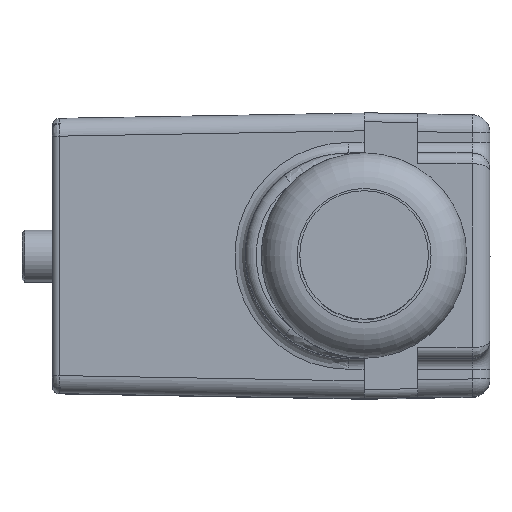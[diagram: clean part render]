
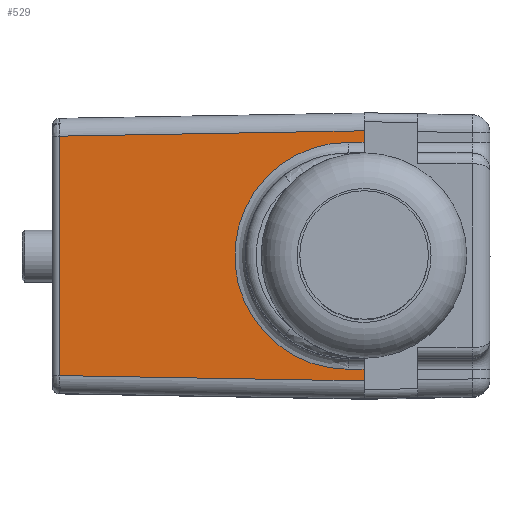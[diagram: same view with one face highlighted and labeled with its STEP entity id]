
A CAD part, top view. The second image highlights one B-rep face of the part: STEP entity #529.
In plain terms, the highlighted planar face has unit normal (-0.018, 0, 1).
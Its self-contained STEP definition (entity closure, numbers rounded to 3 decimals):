
#143=ELLIPSE('',#3415,6.351,6.35);
#344=FACE_OUTER_BOUND('',#881,.T.);
#529=ADVANCED_FACE('',(#344),#725,.F.);
#725=PLANE('',#3416);
#881=EDGE_LOOP('',(#1265,#1266,#1267,#1268,#1269,#1270,#1271,#1272));
#1265=ORIENTED_EDGE('',*,*,#2445,.T.);
#1266=ORIENTED_EDGE('',*,*,#2446,.T.);
#1267=ORIENTED_EDGE('',*,*,#2447,.T.);
#1268=ORIENTED_EDGE('',*,*,#2448,.T.);
#1269=ORIENTED_EDGE('',*,*,#2449,.T.);
#1270=ORIENTED_EDGE('',*,*,#2450,.T.);
#1271=ORIENTED_EDGE('',*,*,#2451,.T.);
#1272=ORIENTED_EDGE('',*,*,#2452,.T.);
#2122=VERTEX_POINT('',#5007);
#2123=VERTEX_POINT('',#5008);
#2124=VERTEX_POINT('',#5010);
#2125=VERTEX_POINT('',#5012);
#2126=VERTEX_POINT('',#5014);
#2127=VERTEX_POINT('',#5016);
#2128=VERTEX_POINT('',#5018);
#2129=VERTEX_POINT('',#5020);
#2445=EDGE_CURVE('',#2122,#2123,#143,.T.);
#2446=EDGE_CURVE('',#2123,#2124,#2903,.T.);
#2447=EDGE_CURVE('',#2124,#2125,#2904,.T.);
#2448=EDGE_CURVE('',#2125,#2126,#2905,.T.);
#2449=EDGE_CURVE('',#2126,#2127,#2906,.T.);
#2450=EDGE_CURVE('',#2127,#2128,#2907,.T.);
#2451=EDGE_CURVE('',#2128,#2129,#2908,.T.);
#2452=EDGE_CURVE('',#2129,#2122,#2909,.T.);
#2903=LINE('',#5009,#3195);
#2904=LINE('',#5011,#3196);
#2905=LINE('',#5013,#3197);
#2906=LINE('',#5015,#3198);
#2907=LINE('',#5017,#3199);
#2908=LINE('',#5019,#3200);
#2909=LINE('',#5021,#3201);
#3195=VECTOR('',#3949,1.);
#3196=VECTOR('',#3950,1.);
#3197=VECTOR('',#3951,1.);
#3198=VECTOR('',#3952,1.);
#3199=VECTOR('',#3953,1.);
#3200=VECTOR('',#3954,1.);
#3201=VECTOR('',#3955,1.);
#3415=AXIS2_PLACEMENT_3D('',#5006,#3947,#3948);
#3416=AXIS2_PLACEMENT_3D('',#5022,#3956,#3957);
#3947=DIRECTION('',(0.017,0.,-1.));
#3948=DIRECTION('',(-1.,0.,-0.017));
#3949=DIRECTION('',(1.,0.,0.017));
#3950=DIRECTION('',(0.,1.,0.));
#3951=DIRECTION('',(-1.,-0.017,-0.017));
#3952=DIRECTION('',(0.,-1.,0.));
#3953=DIRECTION('',(1.,-0.017,0.017));
#3954=DIRECTION('',(0.,1.,0.));
#3955=DIRECTION('',(-1.,0.,-0.017));
#3956=DIRECTION('',(0.017,0.,-1.));
#3957=DIRECTION('',(1.,0.,0.017));
#5006=CARTESIAN_POINT('',(-0.89,0.,0.784));
#5007=CARTESIAN_POINT('',(-0.89,-6.35,0.784));
#5008=CARTESIAN_POINT('',(-0.89,6.35,0.784));
#5009=CARTESIAN_POINT('',(7.249,6.35,0.927));
#5010=CARTESIAN_POINT('',(0.,6.35,0.8));
#5011=CARTESIAN_POINT('',(0.,5.75,0.8));
#5012=CARTESIAN_POINT('',(0.,7.,0.8));
#5013=CARTESIAN_POINT('',(-17.433,6.696,0.496));
#5014=CARTESIAN_POINT('',(-17.057,6.702,0.502));
#5015=CARTESIAN_POINT('',(-17.057,-8.,0.502));
#5016=CARTESIAN_POINT('',(-17.057,-6.702,0.502));
#5017=CARTESIAN_POINT('',(0.017,-7.,0.8));
#5018=CARTESIAN_POINT('',(0.,-7.,0.8));
#5019=CARTESIAN_POINT('',(0.,-7.5,0.8));
#5020=CARTESIAN_POINT('',(0.,-6.35,0.8));
#5021=CARTESIAN_POINT('',(7.249,-6.35,0.927));
#5022=CARTESIAN_POINT('',(7.249,-8.,0.927));
